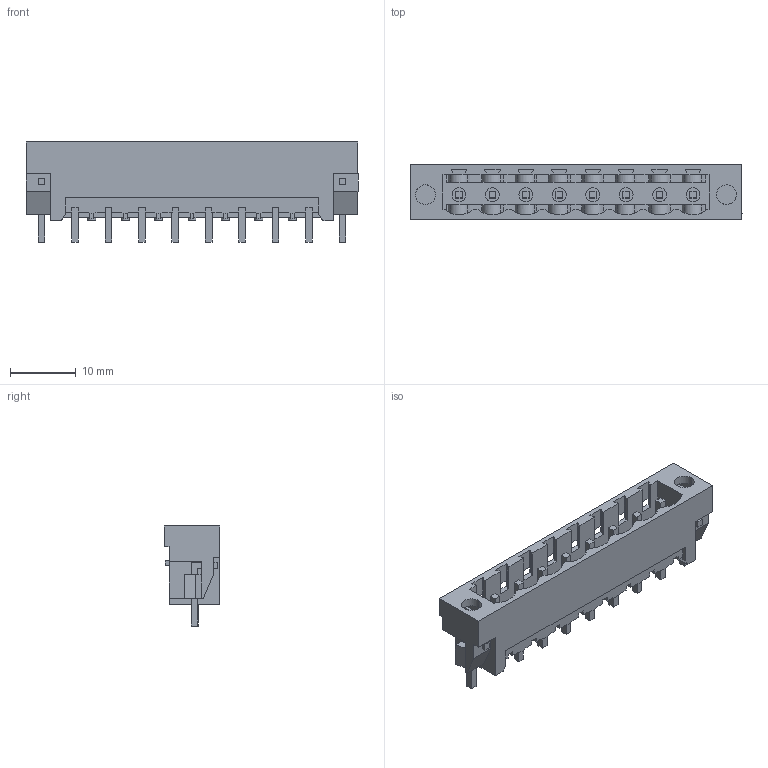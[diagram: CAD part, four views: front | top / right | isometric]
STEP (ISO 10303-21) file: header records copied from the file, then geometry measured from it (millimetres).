
FILE_DESCRIPTION(('CATIA V5 STEP Exchange','CAx-IF Rec.Pracs.--- Model Styling and Organization---1.2---2011-12-15'),'2;1');
FILE_NAME ('D1457046_0_1838500000_1838500000.stp','2018-03-21T10:41:22+00:00',('none'),('Weidmueller'),'CATIA Version 5-6 Release 2014','CATIA V5 STEP AP214','none');
FILE_SCHEMA(('AUTOMOTIVE_DESIGN { 1 0 10303 214 1 1 1 1 }'));
Length unit declared in the file: millimetre
Products named in the file (1): 1838500000
Bounding box: 50.44 x 8.43 x 15.2 mm (x, y, z)
Volume: 1938.4 mm3; surface area: 4392.6 mm2
Topology: 11 solids, 11 shells, 558 faces, 1752 edges, 1200 vertices
Faces by surface type: plane 473, cylinder 77, extrusion 8
Entity records: 19770 total; most frequent: CARTESIAN_POINT 4355, ORIENTED_EDGE 3504, DIRECTION 2701, EDGE_CURVE 1752, VECTOR 1470, LINE 1462, VERTEX_POINT 1200, AXIS2_PLACEMENT_3D 681
